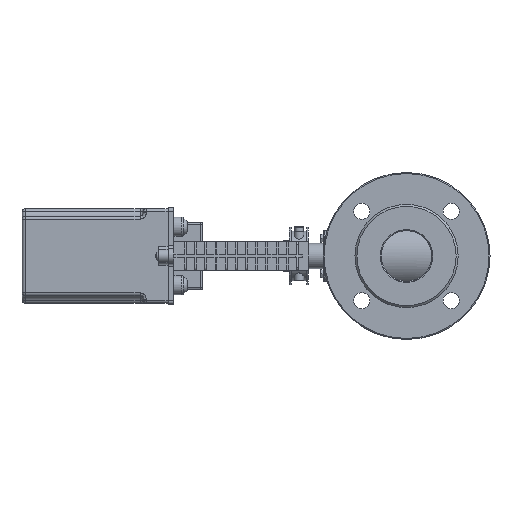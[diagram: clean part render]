
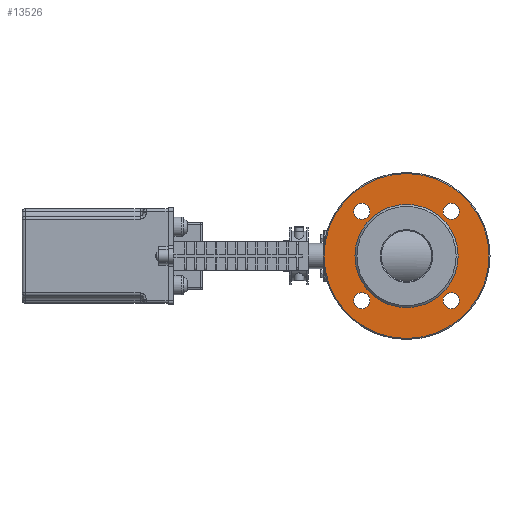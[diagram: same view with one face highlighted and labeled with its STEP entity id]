
A CAD part, left-side view. The second image highlights one B-rep face of the part: STEP entity #13526.
In plain terms, the highlighted planar face has unit normal (-1, 0, 0).
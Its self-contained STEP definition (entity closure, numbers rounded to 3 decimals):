
#815=FACE_BOUND('',#2220,.T.);
#816=FACE_BOUND('',#2221,.T.);
#817=FACE_BOUND('',#2222,.T.);
#818=FACE_BOUND('',#2223,.T.);
#819=FACE_BOUND('',#2224,.T.);
#952=PLANE('',#14570);
#1450=FACE_OUTER_BOUND('',#2219,.T.);
#2219=EDGE_LOOP('',(#9986));
#2220=EDGE_LOOP('',(#9987));
#2221=EDGE_LOOP('',(#9988));
#2222=EDGE_LOOP('',(#9989));
#2223=EDGE_LOOP('',(#9990));
#2224=EDGE_LOOP('',(#9991));
#5519=CIRCLE('',#14569,81.5);
#5520=CIRCLE('',#14571,51.);
#5521=CIRCLE('',#14572,8.);
#5522=CIRCLE('',#14573,8.);
#5523=CIRCLE('',#14574,8.);
#5524=CIRCLE('',#14575,8.);
#6276=VERTEX_POINT('',#21079);
#6277=VERTEX_POINT('',#21083);
#6278=VERTEX_POINT('',#21085);
#6279=VERTEX_POINT('',#21087);
#6280=VERTEX_POINT('',#21089);
#6281=VERTEX_POINT('',#21091);
#7670=EDGE_CURVE('',#6276,#6276,#5519,.T.);
#7671=EDGE_CURVE('',#6277,#6277,#5520,.T.);
#7672=EDGE_CURVE('',#6278,#6278,#5521,.T.);
#7673=EDGE_CURVE('',#6279,#6279,#5522,.T.);
#7674=EDGE_CURVE('',#6280,#6280,#5523,.T.);
#7675=EDGE_CURVE('',#6281,#6281,#5524,.T.);
#9986=ORIENTED_EDGE('',*,*,#7670,.T.);
#9987=ORIENTED_EDGE('',*,*,#7671,.F.);
#9988=ORIENTED_EDGE('',*,*,#7672,.T.);
#9989=ORIENTED_EDGE('',*,*,#7673,.T.);
#9990=ORIENTED_EDGE('',*,*,#7674,.T.);
#9991=ORIENTED_EDGE('',*,*,#7675,.T.);
#13526=ADVANCED_FACE('',(#1450,#815,#816,#817,#818,#819),#952,.T.);
#14569=AXIS2_PLACEMENT_3D('',#21081,#16289,#16290);
#14570=AXIS2_PLACEMENT_3D('',#21082,#16291,#16292);
#14571=AXIS2_PLACEMENT_3D('',#21084,#16293,#16294);
#14572=AXIS2_PLACEMENT_3D('',#21086,#16295,#16296);
#14573=AXIS2_PLACEMENT_3D('',#21088,#16297,#16298);
#14574=AXIS2_PLACEMENT_3D('',#21090,#16299,#16300);
#14575=AXIS2_PLACEMENT_3D('',#21092,#16301,#16302);
#16289=DIRECTION('center_axis',(-1.,0.,0.));
#16290=DIRECTION('ref_axis',(0.,0.,-1.));
#16291=DIRECTION('center_axis',(-1.,0.,0.));
#16292=DIRECTION('ref_axis',(0.,0.,1.));
#16293=DIRECTION('center_axis',(-1.,0.,0.));
#16294=DIRECTION('ref_axis',(0.,0.,-1.));
#16295=DIRECTION('center_axis',(1.,0.,0.));
#16296=DIRECTION('ref_axis',(0.,0.,-1.));
#16297=DIRECTION('center_axis',(1.,0.,0.));
#16298=DIRECTION('ref_axis',(0.,0.,-1.));
#16299=DIRECTION('center_axis',(1.,0.,0.));
#16300=DIRECTION('ref_axis',(0.,0.,-1.));
#16301=DIRECTION('center_axis',(1.,0.,0.));
#16302=DIRECTION('ref_axis',(0.,0.,-1.));
#21079=CARTESIAN_POINT('',(-113.,0.,81.5));
#21081=CARTESIAN_POINT('Origin',(-113.,0.,0.));
#21082=CARTESIAN_POINT('Origin',(-113.,0.,0.));
#21083=CARTESIAN_POINT('',(-113.,0.,-51.));
#21084=CARTESIAN_POINT('Origin',(-113.,0.,0.));
#21085=CARTESIAN_POINT('',(-113.,44.194,52.194));
#21086=CARTESIAN_POINT('Origin',(-113.,44.194,44.194));
#21087=CARTESIAN_POINT('',(-113.,44.194,-36.194));
#21088=CARTESIAN_POINT('Origin',(-113.,44.194,-44.194));
#21089=CARTESIAN_POINT('',(-113.,-44.194,-36.194));
#21090=CARTESIAN_POINT('Origin',(-113.,-44.194,-44.194));
#21091=CARTESIAN_POINT('',(-113.,-44.194,52.194));
#21092=CARTESIAN_POINT('Origin',(-113.,-44.194,44.194));
